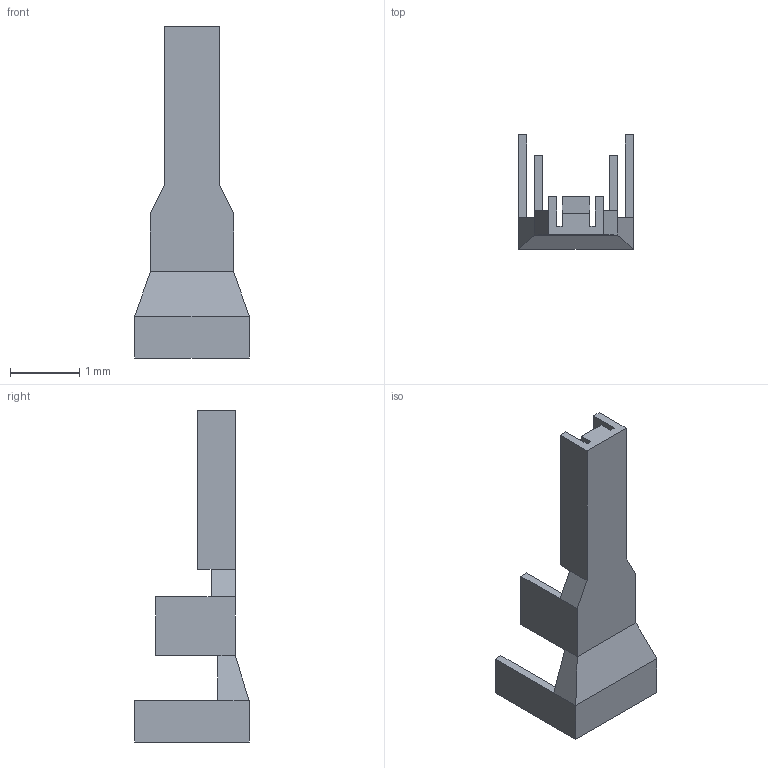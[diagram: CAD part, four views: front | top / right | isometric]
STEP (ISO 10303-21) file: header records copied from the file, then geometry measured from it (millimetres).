
FILE_DESCRIPTION (( 'STEP AP214' ), '1' );
FILE_NAME ('SSHL-002T-P02.STEP', '2012-02-09T01:22:08', ( ' ' ), ( ' ' ), 'SwSTEP 2.0', 'SolidWorks 2005235', '' );
FILE_SCHEMA (( 'AUTOMOTIVE_DESIGN' ));
Length unit declared in the file: millimetre
Products named in the file (1): SSHL-002T-P02
Bounding box: 1.66 x 1.65 x 4.8 mm (x, y, z)
Volume: 1.4 mm3; surface area: 27.3 mm2
Topology: 1 solids, 1 shells, 54 faces, 132 edges, 80 vertices
Faces by surface type: plane 54
Entity records: 1549 total; most frequent: CARTESIAN_POINT 273, ORIENTED_EDGE 264, DIRECTION 240, EDGE_CURVE 132, VECTOR 130, LINE 130, VERTEX_POINT 80, AXIS2_PLACEMENT_3D 55
